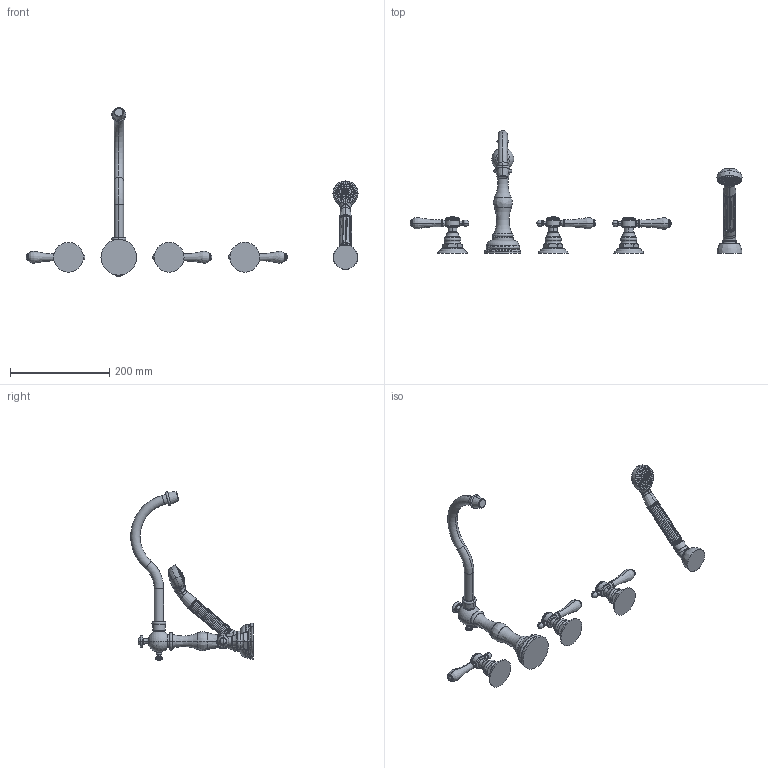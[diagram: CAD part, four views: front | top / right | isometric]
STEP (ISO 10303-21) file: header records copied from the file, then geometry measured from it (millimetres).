
FILE_DESCRIPTION((''),'2;1');
FILE_NAME('3-1037','2021-03-17T10:04:42',('jinson.thomas'),(''),'CREO PARAMETRIC BY PTC INC, 2018400','CREO PARAMETRIC BY PTC INC, 2018400','');
FILE_SCHEMA(('CONFIG_CONTROL_DESIGN'));
Length unit declared in the file: inch
Products named in the file (1): 3-1037
Bounding box: 669.69 x 247.51 x 340.23 mm (x, y, z)
Volume: 730937.4 mm3; surface area: 133468.3 mm2
Topology: 6 solids, 6 shells, 1002 faces, 2357 edges, 1436 vertices
Faces by surface type: cylinder 296, plane 214, bspline 170, torus 146, cone 124, sphere 38, extrusion 8, revolution 6
Entity records: 42495 total; most frequent: CARTESIAN_POINT 20831, ORIENTED_EDGE 4664, DIRECTION 4246, EDGE_CURVE 2332, AXIS2_PLACEMENT_3D 1832, VERTEX_POINT 1436, EDGE_LOOP 1096, CIRCLE 1014
